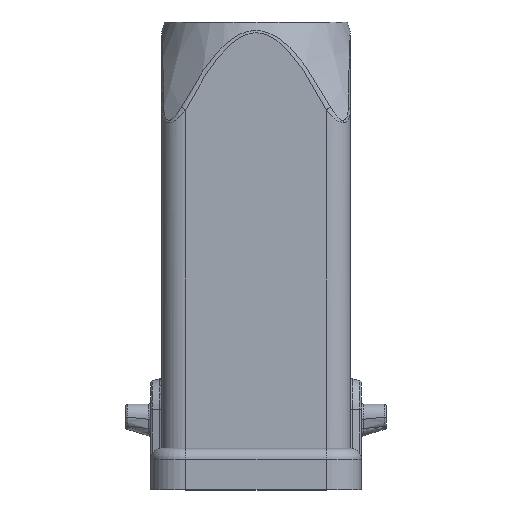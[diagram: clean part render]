
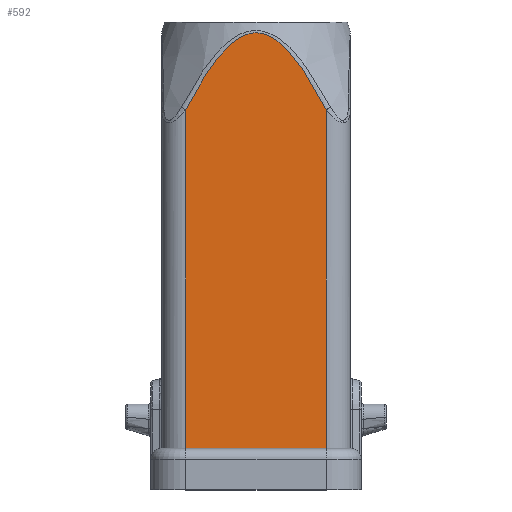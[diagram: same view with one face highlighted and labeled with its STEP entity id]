
A CAD part, top view. The second image highlights one B-rep face of the part: STEP entity #592.
In plain terms, the highlighted planar face has unit normal (0, 0, 1).
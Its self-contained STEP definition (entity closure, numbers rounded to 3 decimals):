
#592=ADVANCED_FACE('NONE',(#923),#710,.T.);
#710=PLANE('',#4642);
#923=FACE_OUTER_BOUND('',#1193,.T.);
#1193=EDGE_LOOP('',(#2972,#2973,#2974,#2975));
#1510=LINE('',#8981,#1820);
#1511=LINE('',#8983,#1821);
#1512=LINE('',#8985,#1822);
#1820=VECTOR('',#5637,1.);
#1821=VECTOR('',#5640,1.);
#1822=VECTOR('',#5643,1.);
#2972=ORIENTED_EDGE('',*,*,#4103,.T.);
#2973=ORIENTED_EDGE('',*,*,#4104,.T.);
#2974=ORIENTED_EDGE('',*,*,#4101,.T.);
#2975=ORIENTED_EDGE('',*,*,#4102,.T.);
#3481=VERTEX_POINT('',#8799);
#3483=VERTEX_POINT('',#8864);
#3484=VERTEX_POINT('',#8870);
#3488=VERTEX_POINT('',#8925);
#4101=EDGE_CURVE('NONE',#3481,#3483,#1510,.T.);
#4102=EDGE_CURVE('NONE',#3483,#3484,#1511,.T.);
#4103=EDGE_CURVE('NONE',#3484,#3488,#1512,.T.);
#4104=EDGE_CURVE('NONE',#3488,#3481,#4301,.T.);
#4301=B_SPLINE_CURVE_WITH_KNOTS('',3,(#8987,#8988,#8989,#8990,#8991,#8992,
#8993,#8994,#8995,#8996,#8997,#8998,#8999,#9000,#9001,#9002,#9003,#9004,
#9005,#9006,#9007,#9008,#9009,#9010,#9011,#9012,#9013,#9014,#9015,#9016,
#9017,#9018,#9019,#9020,#9021,#9022,#9023,#9024,#9025,#9026,#9027,#9028,
#9029,#9030,#9031,#9032,#9033,#9034,#9035,#9036,#9037,#9038,#9039,#9040,
#9041,#9042,#9043,#9044,#9045,#9046,#9047,#9048,#9049,#9050,#9051,#9052,
#9053,#9054,#9055,#9056,#9057,#9058,#9059,#9060,#9061,#9062,#9063,#9064,
#9065,#9066,#9067,#9068,#9069,#9070,#9071,#9072,#9073,#9074,#9075,#9076,
#9077,#9078,#9079,#9080,#9081,#9082,#9083,#9084,#9085,#9086,#9087,#9088),
 .UNSPECIFIED.,.F.,.F.,(4,1,1,1,2,2,1,1,1,1,1,2,2,1,1,1,1,1,1,1,2,2,1,1,
1,1,1,1,1,2,2,1,1,1,1,1,2,2,2,2,1,1,1,1,1,2,2,1,1,1,1,1,1,2,2,1,1,1,1,1,
1,1,2,2,1,1,1,1,1,1,2,2,1,1,1,2,2,4),(0.,0.031,0.047,
0.055,0.059,0.063,0.094,
0.109,0.117,0.121,0.123,
0.124,0.125,0.188,0.219,
0.234,0.242,0.246,0.248,
0.249,0.25,0.25,0.312,
0.344,0.359,0.367,0.371,0.373,
0.374,0.375,0.375,0.406,
0.422,0.43,0.434,0.436,
0.437,0.437,0.469,0.5,
0.531,0.547,0.555,0.559,
0.561,0.562,0.562,0.594,
0.609,0.617,0.621,0.623,
0.624,0.625,0.625,0.687,
0.719,0.734,0.742,0.746,
0.748,0.749,0.75,0.75,
0.812,0.844,0.859,0.867,
0.871,0.873,0.874,0.875,
0.906,0.922,0.93,0.934,
0.937,1.),.UNSPECIFIED.);
#4642=AXIS2_PLACEMENT_3D('',#9265,#5646,#5647);
#5637=DIRECTION('',(0.,-1.,0.));
#5640=DIRECTION('',(1.,0.,0.));
#5643=DIRECTION('',(0.,1.,0.));
#5646=DIRECTION('',(0.,0.,1.));
#5647=DIRECTION('',(1.,0.,0.));
#8799=CARTESIAN_POINT('',(-9.,48.753,12.1));
#8864=CARTESIAN_POINT('',(-9.,5.3,12.1));
#8870=CARTESIAN_POINT('',(9.,5.3,12.1));
#8925=CARTESIAN_POINT('',(9.,48.753,12.1));
#8981=CARTESIAN_POINT('',(-9.,48.753,12.1));
#8983=CARTESIAN_POINT('',(-9.,5.3,12.1));
#8985=CARTESIAN_POINT('',(9.,5.3,12.1));
#8987=CARTESIAN_POINT('',(9.,48.753,12.1));
#8988=CARTESIAN_POINT('',(8.871,49.005,12.1));
#8989=CARTESIAN_POINT('',(8.673,49.386,12.1));
#8990=CARTESIAN_POINT('',(8.434,49.834,12.1));
#8991=CARTESIAN_POINT('',(8.312,50.06,12.1));
#8992=CARTESIAN_POINT('',(8.26,50.156,12.1));
#8993=CARTESIAN_POINT('',(8.224,50.221,12.1));
#8994=CARTESIAN_POINT('',(8.207,50.252,12.1));
#8995=CARTESIAN_POINT('',(8.043,50.553,12.1));
#8996=CARTESIAN_POINT('',(7.827,50.943,12.1));
#8997=CARTESIAN_POINT('',(7.58,51.376,12.1));
#8998=CARTESIAN_POINT('',(7.458,51.588,12.1));
#8999=CARTESIAN_POINT('',(7.397,51.692,12.1));
#9000=CARTESIAN_POINT('',(7.366,51.744,12.1));
#9001=CARTESIAN_POINT('',(7.354,51.766,12.1));
#9002=CARTESIAN_POINT('',(7.345,51.781,12.1));
#9003=CARTESIAN_POINT('',(7.341,51.787,12.1));
#9004=CARTESIAN_POINT('',(7.011,52.35,12.1));
#9005=CARTESIAN_POINT('',(6.53,53.129,12.1));
#9006=CARTESIAN_POINT('',(5.984,53.946,12.1));
#9007=CARTESIAN_POINT('',(5.714,54.332,12.1));
#9008=CARTESIAN_POINT('',(5.58,54.519,12.1));
#9009=CARTESIAN_POINT('',(5.513,54.611,12.1));
#9010=CARTESIAN_POINT('',(5.48,54.656,12.1));
#9011=CARTESIAN_POINT('',(5.463,54.679,12.1));
#9012=CARTESIAN_POINT('',(5.456,54.689,12.1));
#9013=CARTESIAN_POINT('',(5.451,54.695,12.1));
#9014=CARTESIAN_POINT('',(5.45,54.697,12.1));
#9015=CARTESIAN_POINT('',(5.047,55.245,12.1));
#9016=CARTESIAN_POINT('',(4.458,55.974,12.1));
#9017=CARTESIAN_POINT('',(3.787,56.673,12.1));
#9018=CARTESIAN_POINT('',(3.456,56.985,12.1));
#9019=CARTESIAN_POINT('',(3.292,57.131,12.1));
#9020=CARTESIAN_POINT('',(3.21,57.202,12.1));
#9021=CARTESIAN_POINT('',(3.169,57.237,12.1));
#9022=CARTESIAN_POINT('',(3.149,57.254,12.1));
#9023=CARTESIAN_POINT('',(3.14,57.261,12.1));
#9024=CARTESIAN_POINT('',(3.134,57.266,12.1));
#9025=CARTESIAN_POINT('',(3.132,57.268,12.1));
#9026=CARTESIAN_POINT('',(2.884,57.476,12.1));
#9027=CARTESIAN_POINT('',(2.519,57.748,12.1));
#9028=CARTESIAN_POINT('',(2.097,58.003,12.1));
#9029=CARTESIAN_POINT('',(1.888,58.115,12.1));
#9030=CARTESIAN_POINT('',(1.783,58.167,12.1));
#9031=CARTESIAN_POINT('',(1.731,58.192,12.1));
#9032=CARTESIAN_POINT('',(1.708,58.203,12.1));
#9033=CARTESIAN_POINT('',(1.693,58.21,12.1));
#9034=CARTESIAN_POINT('',(1.687,58.213,12.1));
#9035=CARTESIAN_POINT('',(1.398,58.347,12.1));
#9036=CARTESIAN_POINT('',(1.118,58.444,12.1));
#9037=CARTESIAN_POINT('',(0.558,58.574,12.1));
#9038=CARTESIAN_POINT('',(0.278,58.606,12.1));
#9039=CARTESIAN_POINT('',(-0.277,58.607,12.1));
#9040=CARTESIAN_POINT('',(-0.695,58.558,12.1));
#9041=CARTESIAN_POINT('',(-1.186,58.416,12.1));
#9042=CARTESIAN_POINT('',(-1.432,58.324,12.1));
#9043=CARTESIAN_POINT('',(-1.555,58.272,12.1));
#9044=CARTESIAN_POINT('',(-1.617,58.245,12.1));
#9045=CARTESIAN_POINT('',(-1.643,58.233,12.1));
#9046=CARTESIAN_POINT('',(-1.661,58.225,12.1));
#9047=CARTESIAN_POINT('',(-1.671,58.22,12.1));
#9048=CARTESIAN_POINT('',(-1.916,58.107,12.1));
#9049=CARTESIAN_POINT('',(-2.276,57.907,12.1));
#9050=CARTESIAN_POINT('',(-2.7,57.61,12.1));
#9051=CARTESIAN_POINT('',(-2.914,57.446,12.1));
#9052=CARTESIAN_POINT('',(-3.021,57.36,12.1));
#9053=CARTESIAN_POINT('',(-3.074,57.316,12.1));
#9054=CARTESIAN_POINT('',(-3.101,57.294,12.1));
#9055=CARTESIAN_POINT('',(-3.113,57.284,12.1));
#9056=CARTESIAN_POINT('',(-3.12,57.278,12.1));
#9057=CARTESIAN_POINT('',(-3.125,57.274,12.1));
#9058=CARTESIAN_POINT('',(-3.501,56.959,12.1));
#9059=CARTESIAN_POINT('',(-4.07,56.404,12.1));
#9060=CARTESIAN_POINT('',(-4.752,55.604,12.1));
#9061=CARTESIAN_POINT('',(-5.098,55.166,12.1));
#9062=CARTESIAN_POINT('',(-5.272,54.937,12.1));
#9063=CARTESIAN_POINT('',(-5.359,54.82,12.1));
#9064=CARTESIAN_POINT('',(-5.403,54.761,12.1));
#9065=CARTESIAN_POINT('',(-5.425,54.731,12.1));
#9066=CARTESIAN_POINT('',(-5.434,54.719,12.1));
#9067=CARTESIAN_POINT('',(-5.44,54.71,12.1));
#9068=CARTESIAN_POINT('',(-5.444,54.705,12.1));
#9069=CARTESIAN_POINT('',(-5.751,54.288,12.1));
#9070=CARTESIAN_POINT('',(-6.215,53.615,12.1));
#9071=CARTESIAN_POINT('',(-6.771,52.736,12.1));
#9072=CARTESIAN_POINT('',(-7.052,52.273,12.1));
#9073=CARTESIAN_POINT('',(-7.194,52.036,12.1));
#9074=CARTESIAN_POINT('',(-7.265,51.916,12.1));
#9075=CARTESIAN_POINT('',(-7.301,51.856,12.1));
#9076=CARTESIAN_POINT('',(-7.316,51.83,12.1));
#9077=CARTESIAN_POINT('',(-7.326,51.813,12.1));
#9078=CARTESIAN_POINT('',(-7.332,51.803,12.1));
#9079=CARTESIAN_POINT('',(-7.474,51.561,12.1));
#9080=CARTESIAN_POINT('',(-7.683,51.197,12.1));
#9081=CARTESIAN_POINT('',(-7.934,50.749,12.1));
#9082=CARTESIAN_POINT('',(-8.061,50.519,12.1));
#9083=CARTESIAN_POINT('',(-8.116,50.42,12.1));
#9084=CARTESIAN_POINT('',(-8.153,50.353,12.1));
#9085=CARTESIAN_POINT('',(-8.172,50.318,12.1));
#9086=CARTESIAN_POINT('',(-8.472,49.768,12.1));
#9087=CARTESIAN_POINT('',(-8.742,49.257,12.1));
#9088=CARTESIAN_POINT('',(-9.,48.753,12.1));
#9265=CARTESIAN_POINT('',(-9.,5.3,12.1));
